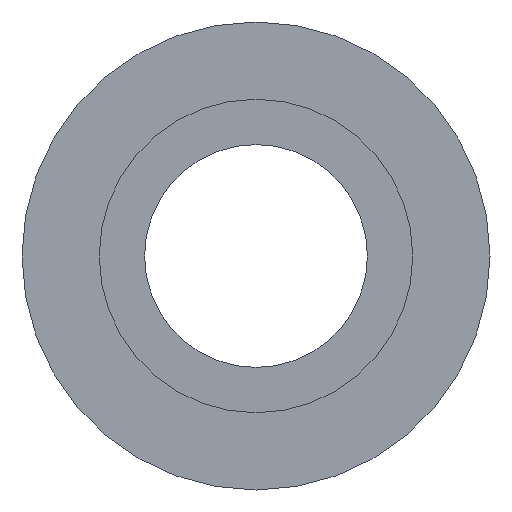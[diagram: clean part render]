
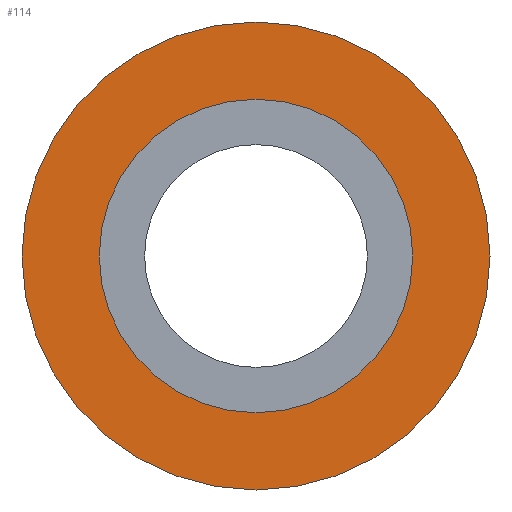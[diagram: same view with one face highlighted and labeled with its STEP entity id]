
A CAD part, front view. The second image highlights one B-rep face of the part: STEP entity #114.
In plain terms, the highlighted planar face has unit normal (0, -1, 0).
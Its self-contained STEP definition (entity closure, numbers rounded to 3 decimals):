
#9 = DIRECTION ( 'NONE',  ( 0., 0., -1. ) ) ;
#23 = EDGE_LOOP ( 'NONE', ( #137, #72 ) ) ;
#42 = CARTESIAN_POINT ( 'NONE',  ( 0., 1.37, 0. ) ) ;
#49 = CARTESIAN_POINT ( 'NONE',  ( 0., 1.37, -3.15 ) ) ;
#64 = EDGE_CURVE ( 'NONE', #238, #335, #404, .T. ) ;
#66 = AXIS2_PLACEMENT_3D ( 'NONE', #110, #385, #149 ) ;
#69 = EDGE_CURVE ( 'NONE', #331, #377, #102, .T. ) ;
#72 = ORIENTED_EDGE ( 'NONE', *, *, #274, .F. ) ;
#79 = DIRECTION ( 'NONE',  ( 0., 0., -1. ) ) ;
#98 = ORIENTED_EDGE ( 'NONE', *, *, #69, .T. ) ;
#102 = CIRCLE ( 'NONE', #163, 3.15 ) ;
#109 = DIRECTION ( 'NONE',  ( 0., 0., -1. ) ) ;
#110 = CARTESIAN_POINT ( 'NONE',  ( 0., 1.37, 0. ) ) ;
#113 = DIRECTION ( 'NONE',  ( 0., -1., 0. ) ) ;
#114 = ADVANCED_FACE ( 'NONE', ( #422, #118 ), #256, .T. ) ;
#115 = DIRECTION ( 'NONE',  ( 0., -1., 0. ) ) ;
#118 = FACE_BOUND ( 'NONE', #23, .T. ) ;
#137 = ORIENTED_EDGE ( 'NONE', *, *, #64, .F. ) ;
#142 = CIRCLE ( 'NONE', #395, 1.61 ) ;
#149 = DIRECTION ( 'NONE',  ( 0., 0., -1. ) ) ;
#153 = CARTESIAN_POINT ( 'NONE',  ( 0., 1.37, 3.15 ) ) ;
#163 = AXIS2_PLACEMENT_3D ( 'NONE', #182, #251, #109 ) ;
#182 = CARTESIAN_POINT ( 'NONE',  ( 0., 1.37, 0. ) ) ;
#211 = AXIS2_PLACEMENT_3D ( 'NONE', #412, #113, #79 ) ;
#219 = CARTESIAN_POINT ( 'NONE',  ( 0., 1.37, 1.61 ) ) ;
#238 = VERTEX_POINT ( 'NONE', #328 ) ;
#251 = DIRECTION ( 'NONE',  ( 0., -1., 0. ) ) ;
#256 = PLANE ( 'NONE',  #378 ) ;
#274 = EDGE_CURVE ( 'NONE', #335, #238, #142, .T. ) ;
#279 = CIRCLE ( 'NONE', #66, 3.15 ) ;
#308 = EDGE_CURVE ( 'NONE', #377, #331, #279, .T. ) ;
#328 = CARTESIAN_POINT ( 'NONE',  ( 0., 1.37, -1.61 ) ) ;
#331 = VERTEX_POINT ( 'NONE', #49 ) ;
#335 = VERTEX_POINT ( 'NONE', #219 ) ;
#349 = DIRECTION ( 'NONE',  ( 0., -1., 0. ) ) ;
#354 = CARTESIAN_POINT ( 'NONE',  ( 0., 1.37, -3.15 ) ) ;
#370 = EDGE_LOOP ( 'NONE', ( #98, #372 ) ) ;
#372 = ORIENTED_EDGE ( 'NONE', *, *, #308, .T. ) ;
#377 = VERTEX_POINT ( 'NONE', #153 ) ;
#378 = AXIS2_PLACEMENT_3D ( 'NONE', #354, #349, #392 ) ;
#385 = DIRECTION ( 'NONE',  ( 0., -1., 0. ) ) ;
#392 = DIRECTION ( 'NONE',  ( 0., 0., -1. ) ) ;
#395 = AXIS2_PLACEMENT_3D ( 'NONE', #42, #115, #9 ) ;
#404 = CIRCLE ( 'NONE', #211, 1.61 ) ;
#412 = CARTESIAN_POINT ( 'NONE',  ( 0., 1.37, 0. ) ) ;
#422 = FACE_OUTER_BOUND ( 'NONE', #370, .T. ) ;
